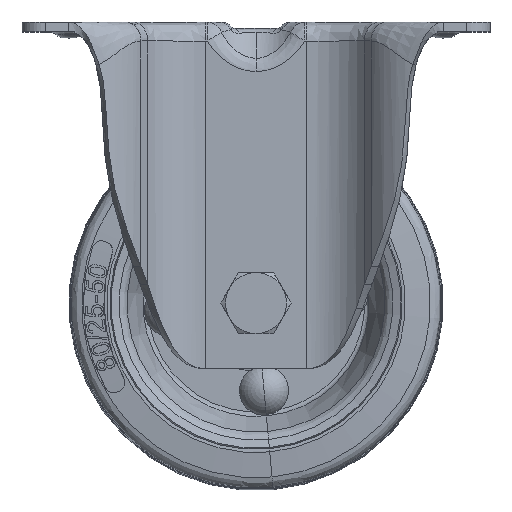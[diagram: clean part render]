
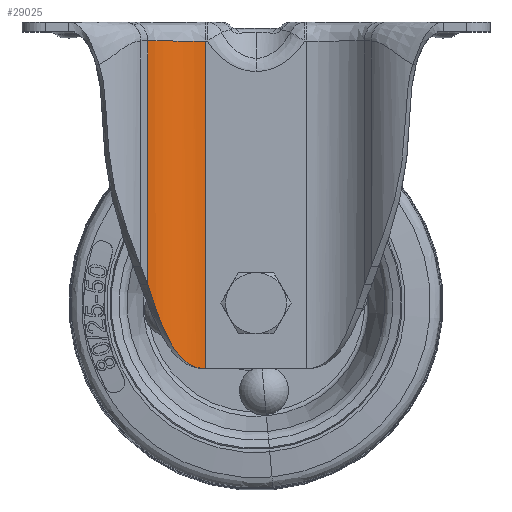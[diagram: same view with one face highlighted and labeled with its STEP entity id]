
A CAD part, top view. The second image highlights one B-rep face of the part: STEP entity #29025.
In plain terms, the highlighted cylindrical face has radius 15 mm (diameter 30 mm), a partial arc.
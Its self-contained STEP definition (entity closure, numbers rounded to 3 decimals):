
#192 = DIRECTION ( 'NONE',  ( 0., -1., 0. ) ) ;
#675 = ORIENTED_EDGE ( 'NONE', *, *, #35280, .F. ) ;
#878 = CARTESIAN_POINT ( 'NONE',  ( -23.131, 0., 29.396 ) ) ;
#1505 = CARTESIAN_POINT ( 'NONE',  ( -23.131, -4., 29.396 ) ) ;
#2599 = ORIENTED_EDGE ( 'NONE', *, *, #27896, .F. ) ;
#2747 = AXIS2_PLACEMENT_3D ( 'NONE', #23931, #35793, #25262 ) ;
#3015 = CARTESIAN_POINT ( 'NONE',  ( -16.172, -71.497, 23.969 ) ) ;
#3026 = FACE_OUTER_BOUND ( 'NONE', #16504, .T. ) ;
#4209 = DIRECTION ( 'NONE',  ( 0., 1., 0. ) ) ;
#5541 = CARTESIAN_POINT ( 'NONE',  ( -17.727, -69.423, 24.671 ) ) ;
#5735 = CARTESIAN_POINT ( 'NONE',  ( -20.928, -62.462, 26.876 ) ) ;
#5774 = CARTESIAN_POINT ( 'NONE',  ( -21.403, -61.09, 27.346 ) ) ;
#5963 = VERTEX_POINT ( 'NONE', #29005 ) ;
#6328 = CYLINDRICAL_SURFACE ( 'NONE', #17360, 15. ) ;
#7084 = EDGE_CURVE ( 'NONE', #10515, #35665, #19119, .T. ) ;
#8452 = CARTESIAN_POINT ( 'NONE',  ( -10.844, 0., 38. ) ) ;
#8633 = CARTESIAN_POINT ( 'NONE',  ( -14.457, -72.937, 23.438 ) ) ;
#9886 = CARTESIAN_POINT ( 'NONE',  ( -11.615, -73.968, 23.015 ) ) ;
#10311 = CARTESIAN_POINT ( 'NONE',  ( -23.131, -56.084, 29.396 ) ) ;
#10515 = VERTEX_POINT ( 'NONE', #10311 ) ;
#11729 = CARTESIAN_POINT ( 'NONE',  ( -15.655, -72.028, 23.779 ) ) ;
#11933 = DIRECTION ( 'NONE',  ( 0., 1., 0. ) ) ;
#12373 = CARTESIAN_POINT ( 'NONE',  ( -21.964, -59.374, 27.923 ) ) ;
#12696 = CIRCLE ( 'NONE', #2747, 15. ) ;
#12822 = CARTESIAN_POINT ( 'NONE',  ( -11.232, -74., 23. ) ) ;
#14483 = ORIENTED_EDGE ( 'NONE', *, *, #30535, .F. ) ;
#14844 = CARTESIAN_POINT ( 'NONE',  ( -17.104, -70.338, 24.367 ) ) ;
#15352 = CARTESIAN_POINT ( 'NONE',  ( -10.844, 0., 23. ) ) ;
#16406 = ORIENTED_EDGE ( 'NONE', *, *, #24610, .F. ) ;
#16464 = B_SPLINE_CURVE_WITH_KNOTS ( 'NONE', 3,
 ( #33588, #12822, #9886, #21721, #37798, #29653, #26136, #35098, #32341, #8633, #19379, #11729, #3015, #20085, #14844, #17003, #5541, #20460, #32550, #35473, #5735, #20270 ),
 .UNSPECIFIED., .F., .F.,
 ( 4, 2, 2, 2, 2, 2, 2, 2, 2, 2, 4 ),
 ( 0., 0.001, 0.002, 0.002, 0.003, 0.005, 0.007, 0.008, 0.009, 0.014, 0.018 ),
 .UNSPECIFIED. ) ;
#16504 = EDGE_LOOP ( 'NONE', ( #675, #22559, #2599, #14483, #16406 ) ) ;
#17003 = CARTESIAN_POINT ( 'NONE',  ( -17.527, -69.731, 24.569 ) ) ;
#17360 = AXIS2_PLACEMENT_3D ( 'NONE', #8452, #11933, #23812 ) ;
#17997 = CARTESIAN_POINT ( 'NONE',  ( -22.542, -57.701, 28.601 ) ) ;
#19021 = CARTESIAN_POINT ( 'NONE',  ( -10.843, -74., 23. ) ) ;
#19119 = LINE ( 'NONE', #878, #29039 ) ;
#19379 = CARTESIAN_POINT ( 'NONE',  ( -14.771, -72.722, 23.52 ) ) ;
#20085 = CARTESIAN_POINT ( 'NONE',  ( -16.879, -70.636, 24.266 ) ) ;
#20270 = CARTESIAN_POINT ( 'NONE',  ( -21.403, -61.09, 27.346 ) ) ;
#20460 = CARTESIAN_POINT ( 'NONE',  ( -18.681, -67.856, 25.181 ) ) ;
#20901 = CARTESIAN_POINT ( 'NONE',  ( -22.836, -56.88, 28.975 ) ) ;
#21721 = CARTESIAN_POINT ( 'NONE',  ( -12.179, -73.87, 23.058 ) ) ;
#22559 = ORIENTED_EDGE ( 'NONE', *, *, #7084, .F. ) ;
#23812 = DIRECTION ( 'NONE',  ( -1., 0., 0. ) ) ;
#23931 = CARTESIAN_POINT ( 'NONE',  ( -10.844, -4., 38. ) ) ;
#24610 = EDGE_CURVE ( 'NONE', #5963, #30480, #35979, .T. ) ;
#25262 = DIRECTION ( 'NONE',  ( -1., 0., 0. ) ) ;
#25440 = VERTEX_POINT ( 'NONE', #25622 ) ;
#25622 = CARTESIAN_POINT ( 'NONE',  ( -21.403, -61.09, 27.346 ) ) ;
#25875 = B_SPLINE_CURVE_WITH_KNOTS ( 'NONE', 3,
 ( #5774, #26758, #12373, #17997, #20901, #32192 ),
 .UNSPECIFIED., .F., .F.,
 ( 4, 2, 4 ),
 ( 0., 0.003, 0.006 ),
 .UNSPECIFIED. ) ;
#26136 = CARTESIAN_POINT ( 'NONE',  ( -12.92, -73.671, 23.143 ) ) ;
#26758 = CARTESIAN_POINT ( 'NONE',  ( -21.678, -60.225, 27.619 ) ) ;
#27896 = EDGE_CURVE ( 'NONE', #25440, #10515, #25875, .T. ) ;
#29005 = CARTESIAN_POINT ( 'NONE',  ( -10.844, -4., 23. ) ) ;
#29025 = ADVANCED_FACE ( 'NONE', ( #3026 ), #6328, .F. ) ;
#29039 = VECTOR ( 'NONE', #4209, 1000. ) ;
#29653 = CARTESIAN_POINT ( 'NONE',  ( -12.736, -73.729, 23.119 ) ) ;
#30018 = VECTOR ( 'NONE', #192, 1000. ) ;
#30480 = VERTEX_POINT ( 'NONE', #19021 ) ;
#30535 = EDGE_CURVE ( 'NONE', #30480, #25440, #16464, .T. ) ;
#32192 = CARTESIAN_POINT ( 'NONE',  ( -23.131, -56.084, 29.396 ) ) ;
#32341 = CARTESIAN_POINT ( 'NONE',  ( -13.802, -73.313, 23.291 ) ) ;
#32550 = CARTESIAN_POINT ( 'NONE',  ( -19.305, -66.536, 25.594 ) ) ;
#33588 = CARTESIAN_POINT ( 'NONE',  ( -10.843, -74., 23. ) ) ;
#35098 = CARTESIAN_POINT ( 'NONE',  ( -13.46, -73.474, 23.225 ) ) ;
#35280 = EDGE_CURVE ( 'NONE', #35665, #5963, #12696, .T. ) ;
#35473 = CARTESIAN_POINT ( 'NONE',  ( -20.43, -63.84, 26.441 ) ) ;
#35665 = VERTEX_POINT ( 'NONE', #1505 ) ;
#35793 = DIRECTION ( 'NONE',  ( 0., -1., 0. ) ) ;
#35979 = LINE ( 'NONE', #15352, #30018 ) ;
#37798 = CARTESIAN_POINT ( 'NONE',  ( -12.366, -73.828, 23.076 ) ) ;
